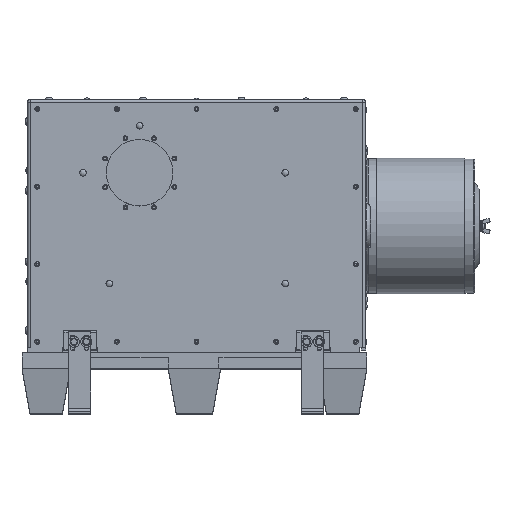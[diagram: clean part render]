
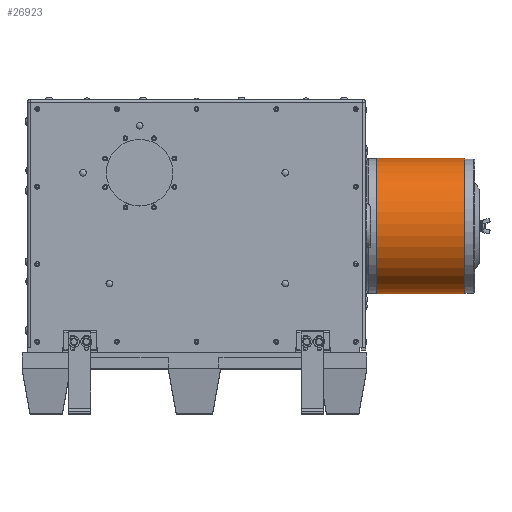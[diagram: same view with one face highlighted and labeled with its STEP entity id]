
A CAD part, top view. The second image highlights one B-rep face of the part: STEP entity #26923.
In plain terms, the highlighted cylindrical face has radius 155.448 mm (diameter 310.896 mm), a full revolution.
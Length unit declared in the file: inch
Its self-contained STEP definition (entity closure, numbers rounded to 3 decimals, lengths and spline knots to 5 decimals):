
#7003=FACE_BOUND('',#9432,.T.);
#7540=FACE_OUTER_BOUND('',#9431,.T.);
#9431=EDGE_LOOP('',(#20132));
#9432=EDGE_LOOP('',(#20133));
#11518=CIRCLE('',#28909,6.12);
#11519=CIRCLE('',#28911,6.12);
#13205=VERTEX_POINT('',#69082);
#13206=VERTEX_POINT('',#69085);
#15925=EDGE_CURVE('',#13205,#13205,#11518,.T.);
#15926=EDGE_CURVE('',#13206,#13206,#11519,.T.);
#20132=ORIENTED_EDGE('',*,*,#15925,.F.);
#20133=ORIENTED_EDGE('',*,*,#15926,.F.);
#26410=CYLINDRICAL_SURFACE('',#28910,6.12);
#26923=ADVANCED_FACE('',(#7540,#7003),#26410,.T.);
#28909=AXIS2_PLACEMENT_3D('',#69083,#32707,#32708);
#28910=AXIS2_PLACEMENT_3D('',#69084,#32709,#32710);
#28911=AXIS2_PLACEMENT_3D('',#69086,#32711,#32712);
#32707=DIRECTION('center_axis',(1.,0.,0.));
#32708=DIRECTION('ref_axis',(0.,0.882,0.47));
#32709=DIRECTION('center_axis',(1.,0.,0.));
#32710=DIRECTION('ref_axis',(0.,0.882,0.47));
#32711=DIRECTION('center_axis',(-1.,0.,0.));
#32712=DIRECTION('ref_axis',(0.,0.882,0.47));
#69082=CARTESIAN_POINT('',(-23.64751,0.61905,-60.34294));
#69083=CARTESIAN_POINT('Origin',(-23.64751,6.0198,-57.46435));
#69084=CARTESIAN_POINT('Origin',(-31.64751,6.0198,-57.46435));
#69085=CARTESIAN_POINT('',(-31.64751,0.61905,-60.34294));
#69086=CARTESIAN_POINT('Origin',(-31.64751,6.0198,-57.46435));
